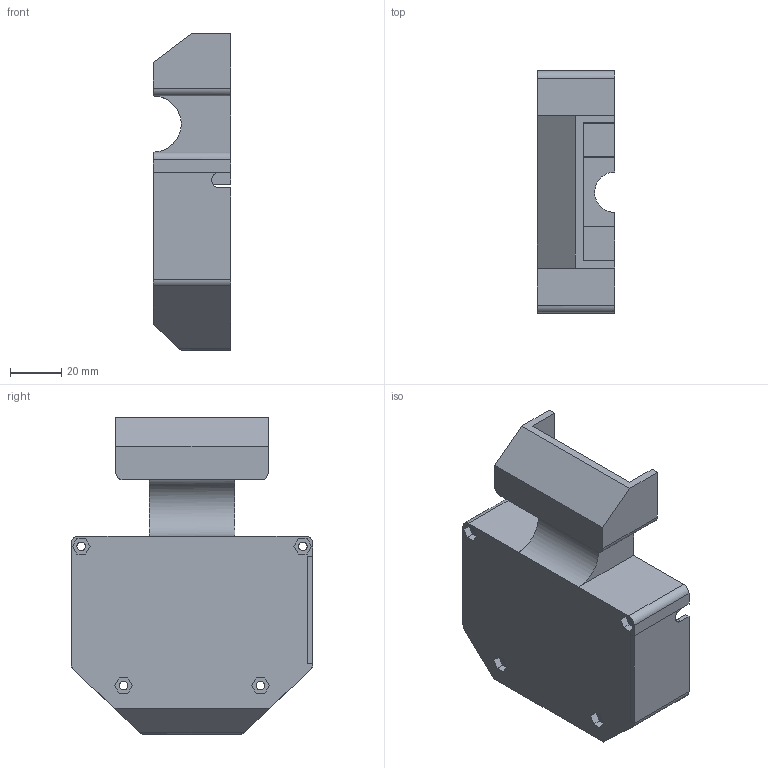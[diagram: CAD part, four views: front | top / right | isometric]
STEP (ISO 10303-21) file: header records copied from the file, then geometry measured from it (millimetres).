
FILE_DESCRIPTION(/* description */ (''),/* implementation_level */ '2;1');
FILE_NAME(/* name */ 'x360-b',/* time_stamp */ '2017-06-27T19:17:07+09:00',/* author */ (''),/* organization */ (''),/* preprocessor_version */ 'ST-DEVELOPER v15',/* originating_system */ '',/* authorisation */ '');
FILE_SCHEMA (('AUTOMOTIVE_DESIGN'));
Length unit declared in the file: millimetre
Products named in the file (1): Document
Bounding box: 30.4 x 94.7 x 124 mm (x, y, z)
Volume: 87826.9 mm3; surface area: 38874.6 mm2
Topology: 1 solids, 1 shells, 131 faces, 358 edges, 231 vertices
Faces by surface type: plane 71, bspline 60
Entity records: 3858 total; most frequent: CARTESIAN_POINT 1687, ORIENTED_EDGE 716, EDGE_CURVE 358, VERTEX_POINT 231, B_SPLINE_CURVE_WITH_KNOTS 206, EDGE_LOOP 141, ADVANCED_FACE 131, FACE_OUTER_BOUND 131
